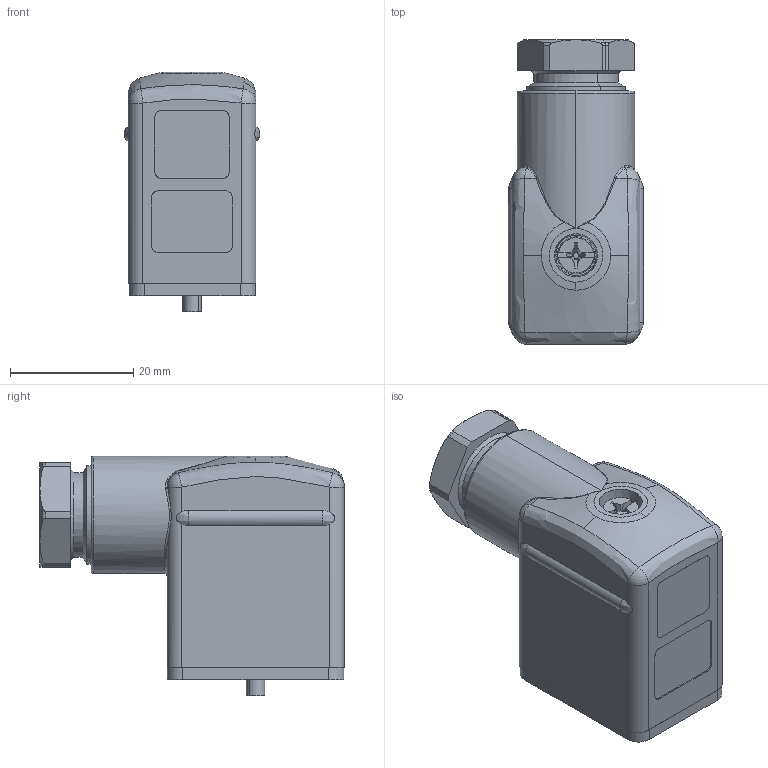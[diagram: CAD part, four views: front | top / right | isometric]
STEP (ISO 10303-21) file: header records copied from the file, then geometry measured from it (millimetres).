
FILE_DESCRIPTION(('CATIA V5 STEP Exchange','CAx-IF Rec.Pracs.--- Model Styling and Organization---1.5--- 2016-08-15','CAx-IF Rec.Pracs.---Supplemental Geometry---1.0---2011-11-01','CAx-IF Rec.Pracs.--- Composite Materials ---1.1---2010-07-15'),'2;1');
FILE_NAME ('024706-3_0', '2025-08-20T09:36:36+00:00', ('none'), ('Weidmueller'), 'CATIA Version 5-6 Release 2024 SP4', 'CATIA V5 STEP AP214 v3', 'none');
FILE_SCHEMA(('AUTOMOTIVE_DESIGN { 1 0 10303 214 1 1 1 1 }'));
Length unit declared in the file: millimetre
Products named in the file (1): 1873190000
Bounding box: 21.9 x 49.3 x 38.8 mm (x, y, z)
Volume: 24127.5 mm3; surface area: 9020.1 mm2
Topology: 1 solids, 1 shells, 355 faces, 940 edges, 611 vertices
Faces by surface type: plane 191, cylinder 93, cone 31, bspline 21, torus 15, sphere 4
Entity records: 12388 total; most frequent: CARTESIAN_POINT 3828, ORIENTED_EDGE 1876, DIRECTION 1403, EDGE_CURVE 938, VERTEX_POINT 611, VECTOR 553, LINE 553, AXIS2_PLACEMENT_3D 527
